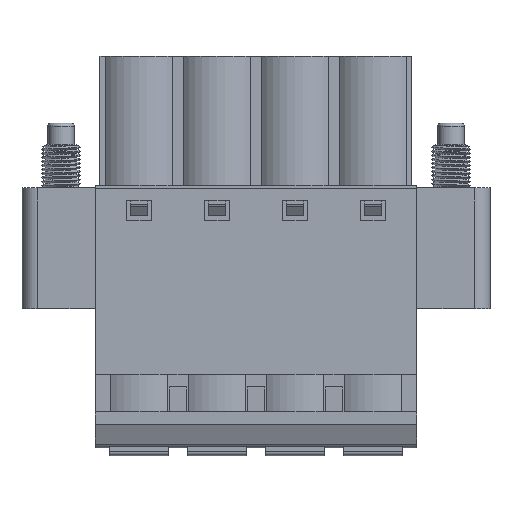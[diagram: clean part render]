
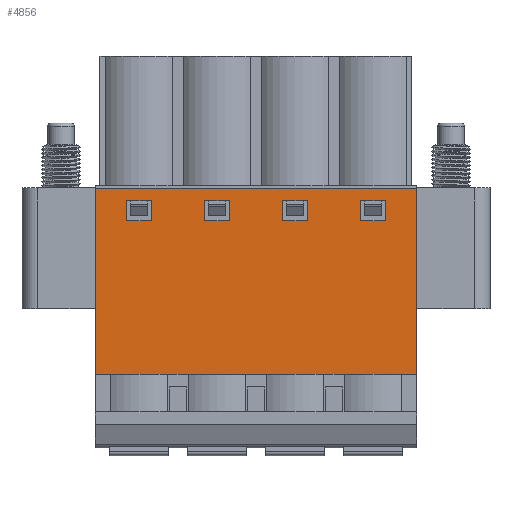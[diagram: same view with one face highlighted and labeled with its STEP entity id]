
A CAD part, top view. The second image highlights one B-rep face of the part: STEP entity #4856.
In plain terms, the highlighted planar face has unit normal (0, 0, 1).
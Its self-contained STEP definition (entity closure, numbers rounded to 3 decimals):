
#1807=CARTESIAN_POINT('',(-0.12,15.15,3.65));
#1808=VERTEX_POINT('',#1807);
#1815=CARTESIAN_POINT('',(-0.12,3.2,3.65));
#1816=VERTEX_POINT('',#1815);
#1817=CARTESIAN_POINT('',(-0.12,3.2,3.65));
#1818=DIRECTION('',(0.,1.,0.));
#1819=VECTOR('',#1818,11.95);
#1820=LINE('',#1817,#1819);
#1821=EDGE_CURVE('',#1816,#1808,#1820,.T.);
#2101=CARTESIAN_POINT('',(-20.72,3.2,3.65));
#2102=VERTEX_POINT('',#2101);
#2109=CARTESIAN_POINT('',(-20.72,15.15,3.65));
#2110=VERTEX_POINT('',#2109);
#2111=CARTESIAN_POINT('',(-20.72,3.2,3.65));
#2112=DIRECTION('',(0.,1.,0.));
#2113=VECTOR('',#2112,11.95);
#2114=LINE('',#2111,#2113);
#2115=EDGE_CURVE('',#2102,#2110,#2114,.T.);
#3530=CARTESIAN_POINT('',(-2.92,3.2,3.65));
#3531=VERTEX_POINT('',#3530);
#3548=CARTESIAN_POINT('',(-0.12,3.2,3.65));
#3549=DIRECTION('',(-1.,0.,0.));
#3550=VECTOR('',#3549,2.8);
#3551=LINE('',#3548,#3550);
#3552=EDGE_CURVE('',#1816,#3531,#3551,.T.);
#4668=CARTESIAN_POINT('',(-20.72,15.15,3.65));
#4669=DIRECTION('',(1.,0.,0.));
#4670=VECTOR('',#4669,20.6);
#4671=LINE('',#4668,#4670);
#4672=EDGE_CURVE('',#2110,#1808,#4671,.T.);
#4679=CARTESIAN_POINT('',(-10.42,9.175,3.65));
#4680=DIRECTION('',(0.,-1.,0.));
#4681=DIRECTION('',(0.,0.,1.));
#4682=AXIS2_PLACEMENT_3D('',#4679,#4681,#4680);
#4683=PLANE('',#4682);
#4684=CARTESIAN_POINT('',(-12.92,3.2,3.65));
#4685=VERTEX_POINT('',#4684);
#4686=CARTESIAN_POINT('',(-17.92,3.2,3.65));
#4687=VERTEX_POINT('',#4686);
#4688=CARTESIAN_POINT('',(-12.92,3.2,3.65));
#4689=DIRECTION('',(-1.,0.,0.));
#4690=VECTOR('',#4689,5.);
#4691=LINE('',#4688,#4690);
#4692=EDGE_CURVE('',#4685,#4687,#4691,.T.);
#4693=ORIENTED_EDGE('',*,*,#4692,.F.);
#4694=CARTESIAN_POINT('',(-7.92,3.2,3.65));
#4695=VERTEX_POINT('',#4694);
#4696=CARTESIAN_POINT('',(-7.92,3.2,3.65));
#4697=DIRECTION('',(-1.,0.,0.));
#4698=VECTOR('',#4697,5.);
#4699=LINE('',#4696,#4698);
#4700=EDGE_CURVE('',#4695,#4685,#4699,.T.);
#4701=ORIENTED_EDGE('',*,*,#4700,.F.);
#4702=CARTESIAN_POINT('',(-7.92,3.2,3.65));
#4703=DIRECTION('',(1.,0.,0.));
#4704=VECTOR('',#4703,5.);
#4705=LINE('',#4702,#4704);
#4706=EDGE_CURVE('',#4695,#3531,#4705,.T.);
#4707=ORIENTED_EDGE('',*,*,#4706,.T.);
#4708=ORIENTED_EDGE('',*,*,#3552,.F.);
#4709=ORIENTED_EDGE('',*,*,#1821,.T.);
#4710=ORIENTED_EDGE('',*,*,#4672,.F.);
#4711=ORIENTED_EDGE('',*,*,#2115,.F.);
#4712=CARTESIAN_POINT('',(-20.72,3.2,3.65));
#4713=DIRECTION('',(1.,0.,0.));
#4714=VECTOR('',#4713,2.8);
#4715=LINE('',#4712,#4714);
#4716=EDGE_CURVE('',#2102,#4687,#4715,.T.);
#4717=ORIENTED_EDGE('',*,*,#4716,.T.);
#4718=EDGE_LOOP('',(#4693,#4701,#4707,#4708,#4709,#4710,#4711,#4717));
#4719=FACE_OUTER_BOUND('',#4718,.T.);
#4720=CARTESIAN_POINT('',(-8.72,14.35,3.65));
#4721=VERTEX_POINT('',#4720);
#4722=CARTESIAN_POINT('',(-7.12,14.35,3.65));
#4723=VERTEX_POINT('',#4722);
#4724=CARTESIAN_POINT('',(-8.72,14.35,3.65));
#4725=DIRECTION('',(1.,0.,0.));
#4726=VECTOR('',#4725,1.6);
#4727=LINE('',#4724,#4726);
#4728=EDGE_CURVE('',#4721,#4723,#4727,.T.);
#4729=ORIENTED_EDGE('',*,*,#4728,.T.);
#4730=CARTESIAN_POINT('',(-7.12,13.05,3.65));
#4731=VERTEX_POINT('',#4730);
#4732=CARTESIAN_POINT('',(-7.12,14.35,3.65));
#4733=DIRECTION('',(0.,-1.,0.));
#4734=VECTOR('',#4733,1.3);
#4735=LINE('',#4732,#4734);
#4736=EDGE_CURVE('',#4723,#4731,#4735,.T.);
#4737=ORIENTED_EDGE('',*,*,#4736,.T.);
#4738=CARTESIAN_POINT('',(-8.72,13.05,3.65));
#4739=VERTEX_POINT('',#4738);
#4740=CARTESIAN_POINT('',(-7.12,13.05,3.65));
#4741=DIRECTION('',(-1.,0.,0.));
#4742=VECTOR('',#4741,1.6);
#4743=LINE('',#4740,#4742);
#4744=EDGE_CURVE('',#4731,#4739,#4743,.T.);
#4745=ORIENTED_EDGE('',*,*,#4744,.T.);
#4746=CARTESIAN_POINT('',(-8.72,14.35,3.65));
#4747=DIRECTION('',(0.,-1.,0.));
#4748=VECTOR('',#4747,1.3);
#4749=LINE('',#4746,#4748);
#4750=EDGE_CURVE('',#4721,#4739,#4749,.T.);
#4751=ORIENTED_EDGE('',*,*,#4750,.F.);
#4752=EDGE_LOOP('',(#4729,#4737,#4745,#4751));
#4753=FACE_BOUND('',#4752,.T.);
#4754=CARTESIAN_POINT('',(-13.72,14.35,3.65));
#4755=VERTEX_POINT('',#4754);
#4756=CARTESIAN_POINT('',(-13.72,13.05,3.65));
#4757=VERTEX_POINT('',#4756);
#4758=CARTESIAN_POINT('',(-13.72,14.35,3.65));
#4759=DIRECTION('',(0.,-1.,0.));
#4760=VECTOR('',#4759,1.3);
#4761=LINE('',#4758,#4760);
#4762=EDGE_CURVE('',#4755,#4757,#4761,.T.);
#4763=ORIENTED_EDGE('',*,*,#4762,.F.);
#4764=CARTESIAN_POINT('',(-12.12,14.35,3.65));
#4765=VERTEX_POINT('',#4764);
#4766=CARTESIAN_POINT('',(-13.72,14.35,3.65));
#4767=DIRECTION('',(1.,0.,0.));
#4768=VECTOR('',#4767,1.6);
#4769=LINE('',#4766,#4768);
#4770=EDGE_CURVE('',#4755,#4765,#4769,.T.);
#4771=ORIENTED_EDGE('',*,*,#4770,.T.);
#4772=CARTESIAN_POINT('',(-12.12,13.05,3.65));
#4773=VERTEX_POINT('',#4772);
#4774=CARTESIAN_POINT('',(-12.12,14.35,3.65));
#4775=DIRECTION('',(0.,-1.,0.));
#4776=VECTOR('',#4775,1.3);
#4777=LINE('',#4774,#4776);
#4778=EDGE_CURVE('',#4765,#4773,#4777,.T.);
#4779=ORIENTED_EDGE('',*,*,#4778,.T.);
#4780=CARTESIAN_POINT('',(-12.12,13.05,3.65));
#4781=DIRECTION('',(-1.,0.,0.));
#4782=VECTOR('',#4781,1.6);
#4783=LINE('',#4780,#4782);
#4784=EDGE_CURVE('',#4773,#4757,#4783,.T.);
#4785=ORIENTED_EDGE('',*,*,#4784,.T.);
#4786=EDGE_LOOP('',(#4763,#4771,#4779,#4785));
#4787=FACE_BOUND('',#4786,.T.);
#4788=CARTESIAN_POINT('',(-18.72,14.35,3.65));
#4789=VERTEX_POINT('',#4788);
#4790=CARTESIAN_POINT('',(-17.12,14.35,3.65));
#4791=VERTEX_POINT('',#4790);
#4792=CARTESIAN_POINT('',(-18.72,14.35,3.65));
#4793=DIRECTION('',(1.,0.,0.));
#4794=VECTOR('',#4793,1.6);
#4795=LINE('',#4792,#4794);
#4796=EDGE_CURVE('',#4789,#4791,#4795,.T.);
#4797=ORIENTED_EDGE('',*,*,#4796,.T.);
#4798=CARTESIAN_POINT('',(-17.12,13.05,3.65));
#4799=VERTEX_POINT('',#4798);
#4800=CARTESIAN_POINT('',(-17.12,14.35,3.65));
#4801=DIRECTION('',(0.,-1.,0.));
#4802=VECTOR('',#4801,1.3);
#4803=LINE('',#4800,#4802);
#4804=EDGE_CURVE('',#4791,#4799,#4803,.T.);
#4805=ORIENTED_EDGE('',*,*,#4804,.T.);
#4806=CARTESIAN_POINT('',(-18.72,13.05,3.65));
#4807=VERTEX_POINT('',#4806);
#4808=CARTESIAN_POINT('',(-17.12,13.05,3.65));
#4809=DIRECTION('',(-1.,0.,0.));
#4810=VECTOR('',#4809,1.6);
#4811=LINE('',#4808,#4810);
#4812=EDGE_CURVE('',#4799,#4807,#4811,.T.);
#4813=ORIENTED_EDGE('',*,*,#4812,.T.);
#4814=CARTESIAN_POINT('',(-18.72,13.05,3.65));
#4815=DIRECTION('',(0.,1.,0.));
#4816=VECTOR('',#4815,1.3);
#4817=LINE('',#4814,#4816);
#4818=EDGE_CURVE('',#4807,#4789,#4817,.T.);
#4819=ORIENTED_EDGE('',*,*,#4818,.T.);
#4820=EDGE_LOOP('',(#4797,#4805,#4813,#4819));
#4821=FACE_BOUND('',#4820,.T.);
#4822=CARTESIAN_POINT('',(-3.72,14.35,3.65));
#4823=VERTEX_POINT('',#4822);
#4824=CARTESIAN_POINT('',(-2.12,14.35,3.65));
#4825=VERTEX_POINT('',#4824);
#4826=CARTESIAN_POINT('',(-3.72,14.35,3.65));
#4827=DIRECTION('',(1.,0.,0.));
#4828=VECTOR('',#4827,1.6);
#4829=LINE('',#4826,#4828);
#4830=EDGE_CURVE('',#4823,#4825,#4829,.T.);
#4831=ORIENTED_EDGE('',*,*,#4830,.T.);
#4832=CARTESIAN_POINT('',(-2.12,13.05,3.65));
#4833=VERTEX_POINT('',#4832);
#4834=CARTESIAN_POINT('',(-2.12,14.35,3.65));
#4835=DIRECTION('',(0.,-1.,0.));
#4836=VECTOR('',#4835,1.3);
#4837=LINE('',#4834,#4836);
#4838=EDGE_CURVE('',#4825,#4833,#4837,.T.);
#4839=ORIENTED_EDGE('',*,*,#4838,.T.);
#4840=CARTESIAN_POINT('',(-3.72,13.05,3.65));
#4841=VERTEX_POINT('',#4840);
#4842=CARTESIAN_POINT('',(-2.12,13.05,3.65));
#4843=DIRECTION('',(-1.,0.,0.));
#4844=VECTOR('',#4843,1.6);
#4845=LINE('',#4842,#4844);
#4846=EDGE_CURVE('',#4833,#4841,#4845,.T.);
#4847=ORIENTED_EDGE('',*,*,#4846,.T.);
#4848=CARTESIAN_POINT('',(-3.72,14.35,3.65));
#4849=DIRECTION('',(0.,-1.,0.));
#4850=VECTOR('',#4849,1.3);
#4851=LINE('',#4848,#4850);
#4852=EDGE_CURVE('',#4823,#4841,#4851,.T.);
#4853=ORIENTED_EDGE('',*,*,#4852,.F.);
#4854=EDGE_LOOP('',(#4831,#4839,#4847,#4853));
#4855=FACE_BOUND('',#4854,.T.);
#4856=ADVANCED_FACE('',(#4719,#4753,#4787,#4821,#4855),#4683,.T.);
